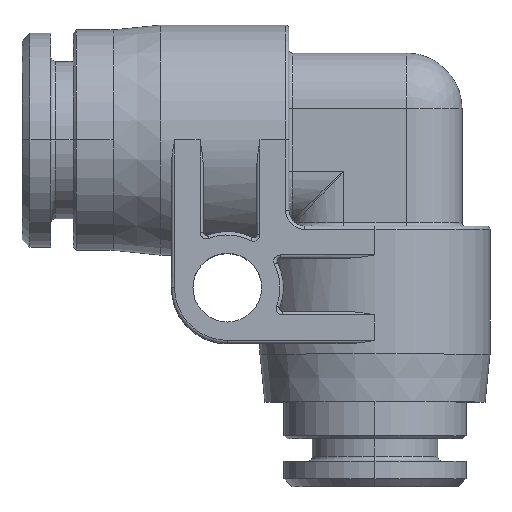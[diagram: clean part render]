
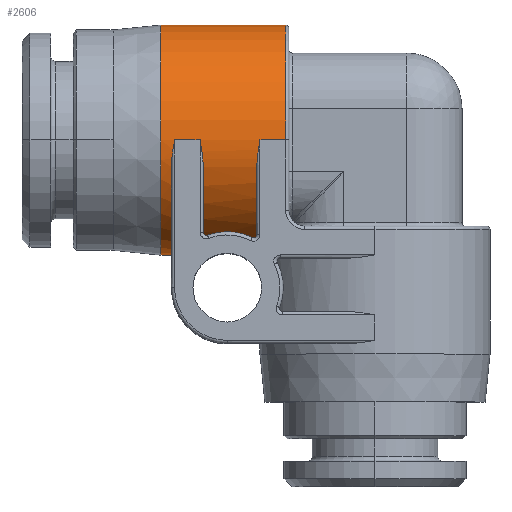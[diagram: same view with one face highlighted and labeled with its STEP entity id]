
A CAD part, top view. The second image highlights one B-rep face of the part: STEP entity #2606.
In plain terms, the highlighted cylindrical face has radius 7.2 mm (diameter 14.4 mm), a partial arc.
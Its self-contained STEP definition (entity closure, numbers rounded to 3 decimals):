
#128=DIRECTION('',(1.,0.,0.));
#129=VECTOR('',#128,1.6);
#130=CARTESIAN_POINT('',(-12.55,0.,7.2));
#131=LINE('',#130,#129);
#155=DIRECTION('',(1.,0.,0.));
#156=VECTOR('',#155,1.6);
#157=CARTESIAN_POINT('',(-7.2,0.,7.2));
#158=LINE('',#157,#156);
#189=CARTESIAN_POINT('',(-7.4,-5.938,4.071));
#190=CARTESIAN_POINT('',(-7.4,-5.961,4.038));
#191=CARTESIAN_POINT('',(-7.408,-6.004,3.975));
#192=CARTESIAN_POINT('',(-7.436,-6.058,3.891));
#193=CARTESIAN_POINT('',(-7.481,-6.104,3.819));
#194=CARTESIAN_POINT('',(-7.545,-6.135,3.768));
#195=CARTESIAN_POINT('',(-7.624,-6.141,3.758));
#196=CARTESIAN_POINT('',(-7.667,-6.128,3.78));
#197=CARTESIAN_POINT('',(-7.689,-6.117,3.797));
#199=CARTESIAN_POINT('',(-7.689,-6.117,3.797));
#200=CARTESIAN_POINT('',(-7.824,-6.05,3.905));
#201=CARTESIAN_POINT('',(-8.102,-5.934,4.081));
#202=CARTESIAN_POINT('',(-8.529,-5.816,4.245));
#203=CARTESIAN_POINT('',(-8.95,-5.755,4.327));
#204=CARTESIAN_POINT('',(-9.355,-5.744,4.341));
#205=CARTESIAN_POINT('',(-9.747,-5.778,4.296));
#206=CARTESIAN_POINT('',(-10.13,-5.855,4.191));
#207=CARTESIAN_POINT('',(-10.366,-5.93,4.084));
#208=CARTESIAN_POINT('',(-10.48,-5.973,4.02));
#210=CARTESIAN_POINT('',(-10.48,-5.973,4.02));
#211=CARTESIAN_POINT('',(-10.502,-5.982,4.007));
#212=CARTESIAN_POINT('',(-10.548,-5.99,3.995));
#213=CARTESIAN_POINT('',(-10.622,-5.977,4.015));
#214=CARTESIAN_POINT('',(-10.676,-5.945,4.062));
#215=CARTESIAN_POINT('',(-10.717,-5.901,4.126));
#216=CARTESIAN_POINT('',(-10.743,-5.848,4.201));
#217=CARTESIAN_POINT('',(-10.75,-5.807,4.256));
#218=CARTESIAN_POINT('',(-10.75,-5.786,4.285));
#220=CARTESIAN_POINT('',(-5.6,0.,0.));
#221=DIRECTION('',(1.,0.,0.));
#222=DIRECTION('',(0.,1.,0.));
#223=AXIS2_PLACEMENT_3D('',#220,#221,#222);
#225=CARTESIAN_POINT('',(-7.4,-1.685,7.));
#226=CARTESIAN_POINT('',(-7.4,-1.564,7.029));
#227=CARTESIAN_POINT('',(-7.388,-1.313,7.083));
#228=CARTESIAN_POINT('',(-7.343,-0.907,
7.147));
#229=CARTESIAN_POINT('',(-7.278,-0.471,
7.189));
#230=CARTESIAN_POINT('',(-7.227,-0.16,7.2));
#231=CARTESIAN_POINT('',(-7.2,0.,7.2));
#253=CARTESIAN_POINT('',(-10.95,0.,7.2));
#254=CARTESIAN_POINT('',(-10.939,-0.069,7.2));
#255=CARTESIAN_POINT('',(-10.916,-0.206,
7.198));
#256=CARTESIAN_POINT('',(-10.882,-0.413,
7.189));
#257=CARTESIAN_POINT('',(-10.85,-0.619,
7.174));
#258=CARTESIAN_POINT('',(-10.82,-0.826,
7.154));
#259=CARTESIAN_POINT('',(-10.794,-1.03,7.127));
#260=CARTESIAN_POINT('',(-10.772,-1.238,7.094));
#261=CARTESIAN_POINT('',(-10.755,-1.453,7.053));
#262=CARTESIAN_POINT('',(-10.75,-1.607,7.019));
#263=CARTESIAN_POINT('',(-10.75,-1.685,7.));
#269=CARTESIAN_POINT('',(-10.75,0.,0.));
#270=DIRECTION('',(1.,0.,0.));
#271=DIRECTION('',(0.,-0.234,0.972));
#272=AXIS2_PLACEMENT_3D('',#269,#270,#271);
#958=DIRECTION('',(-1.,0.,0.));
#959=VECTOR('',#958,7.8);
#960=CARTESIAN_POINT('',(-5.6,7.2,0.));
#961=LINE('',#960,#959);
#962=DIRECTION('',(-1.,0.,0.));
#963=VECTOR('',#962,0.65);
#964=CARTESIAN_POINT('',(-12.75,-7.2,0.));
#965=LINE('',#964,#963);
#1038=CARTESIAN_POINT('',(-13.4,0.,0.));
#1039=DIRECTION('',(1.,0.,0.));
#1040=DIRECTION('',(0.,1.,0.));
#1041=AXIS2_PLACEMENT_3D('',#1038,#1039,#1040);
#1867=CARTESIAN_POINT('',(-12.75,0.,0.));
#1868=DIRECTION('',(1.,0.,0.));
#1869=DIRECTION('',(0.,-0.234,0.972));
#1870=AXIS2_PLACEMENT_3D('',#1867,#1868,#1869);
#1872=CARTESIAN_POINT('',(-12.75,-1.685,7.));
#1873=CARTESIAN_POINT('',(-12.75,-1.564,7.029));
#1874=CARTESIAN_POINT('',(-12.738,-1.313,
7.083));
#1875=CARTESIAN_POINT('',(-12.693,-0.907,
7.147));
#1876=CARTESIAN_POINT('',(-12.628,-0.471,
7.189));
#1877=CARTESIAN_POINT('',(-12.577,-0.16,7.2));
#1878=CARTESIAN_POINT('',(-12.55,0.,7.2));
#1944=CARTESIAN_POINT('',(-7.4,0.,0.));
#1945=DIRECTION('',(1.,0.,0.));
#1946=DIRECTION('',(0.,-0.234,0.972));
#1947=AXIS2_PLACEMENT_3D('',#1944,#1945,#1946);
#2008=CARTESIAN_POINT('',(-13.4,7.2,0.));
#2009=CARTESIAN_POINT('',(-13.4,-7.2,0.));
#2010=VERTEX_POINT('',#2008);
#2011=VERTEX_POINT('',#2009);
#2084=VERTEX_POINT('',#210);
#2085=VERTEX_POINT('',#218);
#2092=VERTEX_POINT('',#189);
#2093=VERTEX_POINT('',#197);
#2122=CARTESIAN_POINT('',(-12.55,0.,7.2));
#2123=VERTEX_POINT('',#2122);
#2124=CARTESIAN_POINT('',(-12.75,-1.685,7.));
#2125=VERTEX_POINT('',#2124);
#2151=CARTESIAN_POINT('',(-10.75,-1.685,7.));
#2153=VERTEX_POINT('',#2151);
#2155=CARTESIAN_POINT('',(-10.95,0.,7.2));
#2157=VERTEX_POINT('',#2155);
#2170=CARTESIAN_POINT('',(-7.2,0.,7.2));
#2171=VERTEX_POINT('',#2170);
#2172=CARTESIAN_POINT('',(-7.4,-1.685,7.));
#2173=VERTEX_POINT('',#2172);
#2239=CARTESIAN_POINT('',(-5.6,0.,7.2));
#2241=VERTEX_POINT('',#2239);
#2314=CARTESIAN_POINT('',(-5.6,7.2,0.));
#2315=VERTEX_POINT('',#2314);
#2322=CARTESIAN_POINT('',(-12.75,-7.2,0.));
#2323=VERTEX_POINT('',#2322);
#2572=CARTESIAN_POINT('',(-16.95,0.,0.));
#2573=DIRECTION('',(1.,0.,0.));
#2574=DIRECTION('',(0.,-1.,0.));
#2575=AXIS2_PLACEMENT_3D('',#2572,#2573,#2574);
#2576=CYLINDRICAL_SURFACE('',#2575,7.2);
#2577=ORIENTED_EDGE('',*,*,#2529,.F.);
#2579=ORIENTED_EDGE('',*,*,#2578,.F.);
#2581=ORIENTED_EDGE('',*,*,#2580,.T.);
#2583=ORIENTED_EDGE('',*,*,#2582,.T.);
#2585=ORIENTED_EDGE('',*,*,#2584,.T.);
#2587=ORIENTED_EDGE('',*,*,#2586,.T.);
#2589=ORIENTED_EDGE('',*,*,#2588,.F.);
#2591=ORIENTED_EDGE('',*,*,#2590,.F.);
#2592=ORIENTED_EDGE('',*,*,#2517,.F.);
#2594=ORIENTED_EDGE('',*,*,#2593,.F.);
#2596=ORIENTED_EDGE('',*,*,#2595,.T.);
#2598=ORIENTED_EDGE('',*,*,#2597,.T.);
#2600=ORIENTED_EDGE('',*,*,#2599,.F.);
#2602=ORIENTED_EDGE('',*,*,#2601,.F.);
#2603=ORIENTED_EDGE('',*,*,#2561,.T.);
#2604=EDGE_LOOP('',(#2577,#2579,#2581,#2583,#2585,#2587,#2589,#2591,#2592,#2594,
#2596,#2598,#2600,#2602,#2603));
#2605=FACE_OUTER_BOUND('',#2604,.F.);
#2606=ADVANCED_FACE('',(#2605),#2576,.T.);
#198=B_SPLINE_CURVE_WITH_KNOTS('',3,(#189,#190,#191,#192,#193,#194,#195,#196,
#197),.UNSPECIFIED.,.F.,.F.,(4,1,1,1,1,1,4),(0.,0.167,
0.333,0.5,0.667,0.833,1.),
.UNSPECIFIED.);
#209=B_SPLINE_CURVE_WITH_KNOTS('',3,(#199,#200,#201,#202,#203,#204,#205,#206,
#207,#208),.UNSPECIFIED.,.F.,.F.,(4,1,1,1,1,1,1,4),(0.,0.143,
0.286,0.429,0.571,0.714,
0.857,1.),.UNSPECIFIED.);
#219=B_SPLINE_CURVE_WITH_KNOTS('',3,(#210,#211,#212,#213,#214,#215,#216,#217,
#218),.UNSPECIFIED.,.F.,.F.,(4,1,1,1,1,1,4),(0.,0.167,
0.333,0.5,0.667,0.833,1.),
.UNSPECIFIED.);
#224=CIRCLE('',#223,7.2);
#232=B_SPLINE_CURVE_WITH_KNOTS('',3,(#225,#226,#227,#228,#229,#230,#231),
.UNSPECIFIED.,.F.,.F.,(4,1,1,1,4),(0.,0.25,0.5,0.75,1.),
.UNSPECIFIED.);
#264=B_SPLINE_CURVE_WITH_KNOTS('',3,(#253,#254,#255,#256,#257,#258,#259,#260,
#261,#262,#263),.UNSPECIFIED.,.F.,.F.,(4,1,1,1,1,1,1,1,4),(0.,0.125,0.25,
0.375,0.5,0.625,0.75,0.875,1.),.UNSPECIFIED.);
#273=CIRCLE('',#272,7.2);
#1042=CIRCLE('',#1041,7.2);
#1871=CIRCLE('',#1870,7.2);
#1879=B_SPLINE_CURVE_WITH_KNOTS('',3,(#1872,#1873,#1874,#1875,#1876,#1877,
#1878),.UNSPECIFIED.,.F.,.F.,(4,1,1,1,4),(0.,0.25,0.5,0.75,1.),
.UNSPECIFIED.);
#1948=CIRCLE('',#1947,7.2);
#2517=EDGE_CURVE('',#2123,#2157,#131,.T.);
#2529=EDGE_CURVE('',#2171,#2241,#158,.T.);
#2561=EDGE_CURVE('',#2315,#2241,#224,.T.);
#2578=EDGE_CURVE('',#2173,#2171,#232,.T.);
#2580=EDGE_CURVE('',#2173,#2092,#1948,.T.);
#2582=EDGE_CURVE('',#2092,#2093,#198,.T.);
#2584=EDGE_CURVE('',#2093,#2084,#209,.T.);
#2586=EDGE_CURVE('',#2084,#2085,#219,.T.);
#2588=EDGE_CURVE('',#2153,#2085,#273,.T.);
#2590=EDGE_CURVE('',#2157,#2153,#264,.T.);
#2593=EDGE_CURVE('',#2125,#2123,#1879,.T.);
#2595=EDGE_CURVE('',#2125,#2323,#1871,.T.);
#2597=EDGE_CURVE('',#2323,#2011,#965,.T.);
#2599=EDGE_CURVE('',#2010,#2011,#1042,.T.);
#2601=EDGE_CURVE('',#2315,#2010,#961,.T.);
